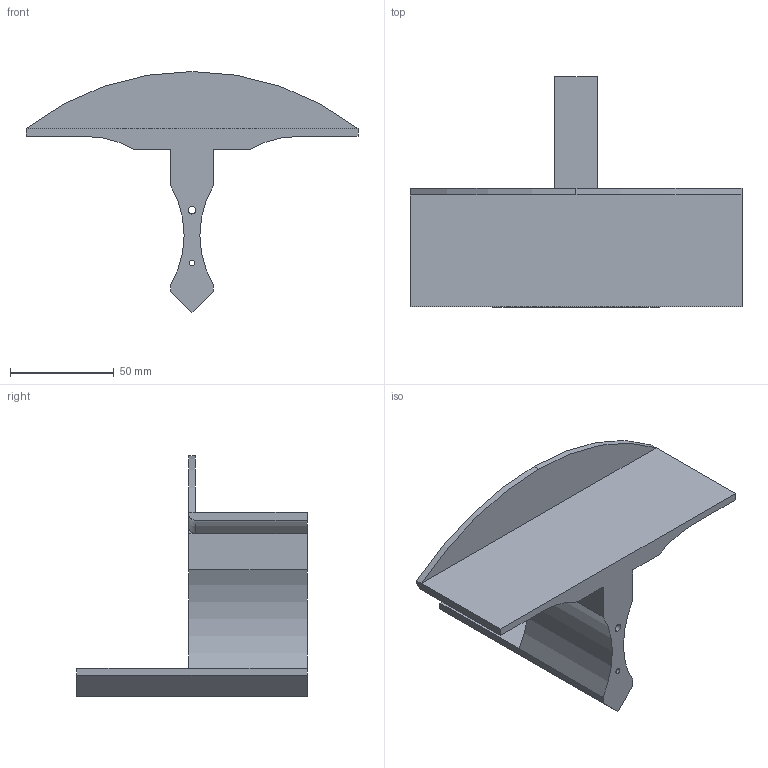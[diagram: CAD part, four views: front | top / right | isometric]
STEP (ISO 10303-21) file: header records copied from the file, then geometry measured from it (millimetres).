
FILE_DESCRIPTION (( 'STEP AP214' ), '1' );
FILE_NAME ('3. Well (cut).SLDPRT.STEP', '2024-07-20T23:10:25', ( '' ), ( '' ), 'SwSTEP 2.0', 'SolidWorks 2023', '' );
FILE_SCHEMA (( 'AUTOMOTIVE_DESIGN' ));
Length unit declared in the file: inch
Products named in the file (1): 3. Well (cut).SLDPRT
Bounding box: 160.02 x 111.12 x 116.13 mm (x, y, z)
Volume: 140120.9 mm3; surface area: 41749.2 mm2
Topology: 1 solids, 1 shells, 32 faces, 83 edges, 53 vertices
Faces by surface type: plane 19, cylinder 12, torus 1
Entity records: 1020 total; most frequent: CARTESIAN_POINT 185, DIRECTION 170, ORIENTED_EDGE 166, EDGE_CURVE 83, VECTOR 58, LINE 58, AXIS2_PLACEMENT_3D 56, VERTEX_POINT 53
